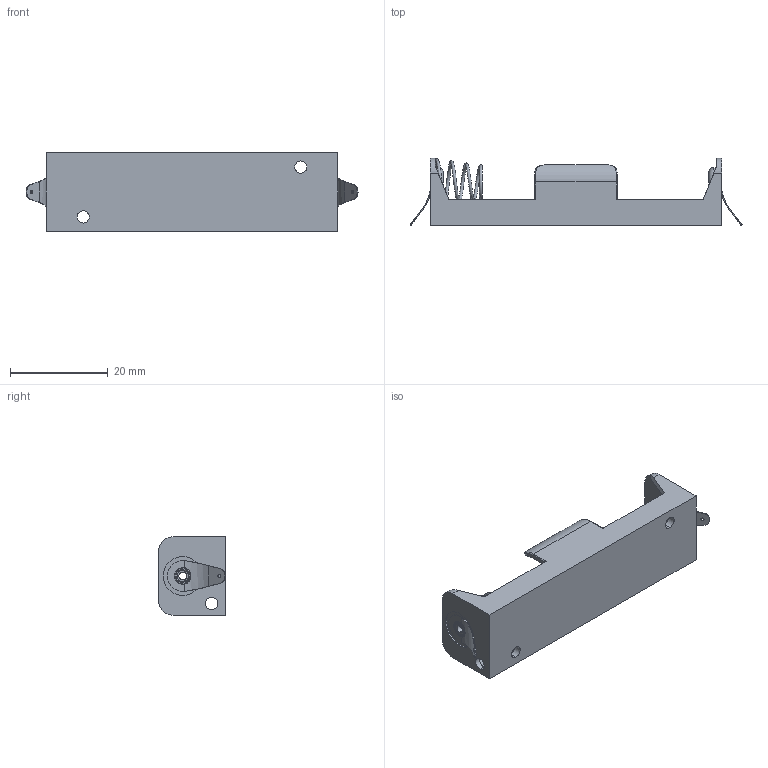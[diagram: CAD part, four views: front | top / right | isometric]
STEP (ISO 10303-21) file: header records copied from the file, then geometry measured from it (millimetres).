
FILE_DESCRIPTION (( 'STEP AP214' ), '1' );
FILE_NAME ('BCAAL.STEP', '2019-11-20T13:48:04', ( '' ), ( '' ), 'SwSTEP 2.0', 'SolidWorks 2017', '' );
FILE_SCHEMA (( 'AUTOMOTIVE_DESIGN' ));
Length unit declared in the file: millimetre
Products named in the file (1): BCAAL
Bounding box: 67.89 x 13.7 x 16 mm (x, y, z)
Volume: 2725.6 mm3; surface area: 4992.4 mm2
Topology: 3 solids, 3 shells, 204 faces, 522 edges, 330 vertices
Faces by surface type: plane 79, cylinder 79, torus 34, bspline 12
Entity records: 8424 total; most frequent: CARTESIAN_POINT 3363, DIRECTION 1083, ORIENTED_EDGE 1040, EDGE_CURVE 520, AXIS2_PLACEMENT_3D 426, VERTEX_POINT 329, CIRCLE 234, EDGE_LOOP 233
